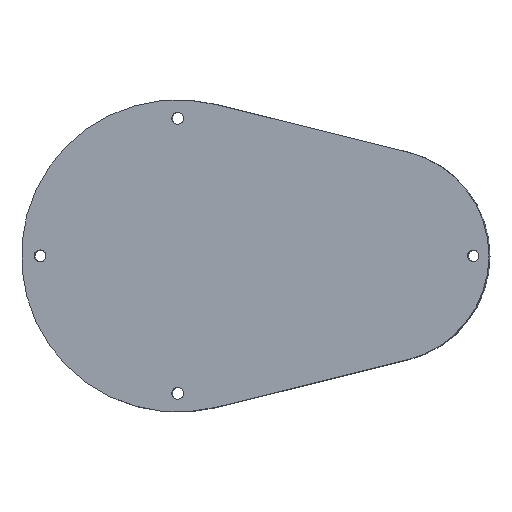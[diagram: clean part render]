
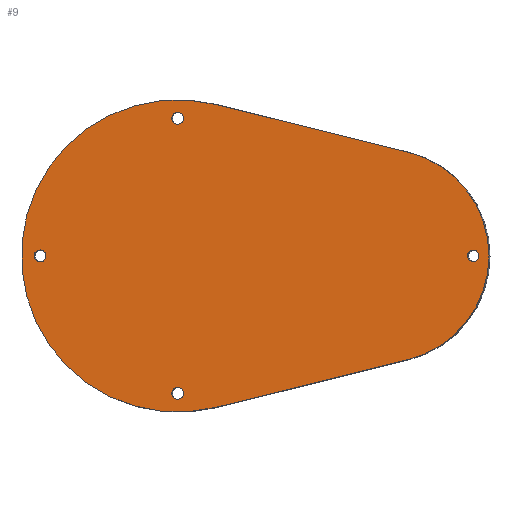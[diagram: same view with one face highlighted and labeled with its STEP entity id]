
A CAD part, top view. The second image highlights one B-rep face of the part: STEP entity #9.
In plain terms, the highlighted planar face has unit normal (-0.01, 0, 1).
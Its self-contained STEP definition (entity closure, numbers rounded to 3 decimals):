
#9 = ADVANCED_FACE ( 'NONE', ( #394, #104, #1084, #770, #2611 ), #721, .F. ) ;
#21 = CARTESIAN_POINT ( 'NONE',  ( -89.066, 233.684, -60.908 ) ) ;
#23 = AXIS2_PLACEMENT_3D ( 'NONE', #854, #2195, #2130 ) ;
#37 = LINE ( 'NONE', #3497, #729 ) ;
#50 = CARTESIAN_POINT ( 'NONE',  ( 0.609, 294., -59.997 ) ) ;
#101 = EDGE_CURVE ( 'NONE', #1937, #3363, #472, .T. ) ;
#104 = FACE_BOUND ( 'NONE', #3721, .T. ) ;
#126 = DIRECTION ( 'NONE',  ( -1., 0., -0.01 ) ) ;
#209 = DIRECTION ( 'NONE',  ( -1., 0., -0.01 ) ) ;
#215 = CIRCLE ( 'NONE', #2076, 2.5 ) ;
#292 = ORIENTED_EDGE ( 'NONE', *, *, #624, .F. ) ;
#351 = CIRCLE ( 'NONE', #2937, 2.598 ) ;
#355 = CARTESIAN_POINT ( 'NONE',  ( 11.899, 248.456, -59.882 ) ) ;
#373 = EDGE_LOOP ( 'NONE', ( #1152, #2098 ) ) ;
#394 = FACE_BOUND ( 'NONE', #2395, .T. ) ;
#404 = DIRECTION ( 'NONE',  ( -1., 0., -0.01 ) ) ;
#408 = EDGE_CURVE ( 'NONE', #2964, #1170, #2001, .T. ) ;
#472 = CIRCLE ( 'NONE', #1737, 2.5 ) ;
#510 = ORIENTED_EDGE ( 'NONE', *, *, #1582, .T. ) ;
#517 = VERTEX_POINT ( 'NONE', #355 ) ;
#519 = CARTESIAN_POINT ( 'NONE',  ( -149.378, 294., -61.52 ) ) ;
#528 = CARTESIAN_POINT ( 'NONE',  ( -89.066, 354.316, -60.908 ) ) ;
#547 = AXIS2_PLACEMENT_3D ( 'NONE', #3104, #847, #2424 ) ;
#576 = ORIENTED_EDGE ( 'NONE', *, *, #1146, .T. ) ;
#596 = VERTEX_POINT ( 'NONE', #2833 ) ;
#619 = VECTOR ( 'NONE', #3699, 1000. ) ;
#623 = DIRECTION ( 'NONE',  ( 0.01, 0., -1. ) ) ;
#624 = EDGE_CURVE ( 'NONE', #2293, #517, #3266, .T. ) ;
#675 = AXIS2_PLACEMENT_3D ( 'NONE', #21, #2566, #404 ) ;
#721 = PLANE ( 'NONE',  #993 ) ;
#729 = VECTOR ( 'NONE', #2184, 1000. ) ;
#761 = DIRECTION ( 'NONE',  ( -1., 0., -0.01 ) ) ;
#769 = DIRECTION ( 'NONE',  ( -1., 0., -0.01 ) ) ;
#770 = FACE_BOUND ( 'NONE', #373, .T. ) ;
#822 = EDGE_LOOP ( 'NONE', ( #2235, #576 ) ) ;
#847 = DIRECTION ( 'NONE',  ( 0.01, 0., -1. ) ) ;
#854 = CARTESIAN_POINT ( 'NONE',  ( 0.609, 294., -59.997 ) ) ;
#858 = CARTESIAN_POINT ( 'NONE',  ( 38.112, 294., -59.616 ) ) ;
#920 = CARTESIAN_POINT ( 'NONE',  ( -72.585, 227.512, -60.74 ) ) ;
#930 = ORIENTED_EDGE ( 'NONE', *, *, #947, .F. ) ;
#947 = EDGE_CURVE ( 'NONE', #517, #2134, #37, .T. ) ;
#973 = VERTEX_POINT ( 'NONE', #2805 ) ;
#993 = AXIS2_PLACEMENT_3D ( 'NONE', #50, #2045, #126 ) ;
#1032 = CARTESIAN_POINT ( 'NONE',  ( -86.468, 354.316, -60.881 ) ) ;
#1045 = ORIENTED_EDGE ( 'NONE', *, *, #2779, .T. ) ;
#1055 = CARTESIAN_POINT ( 'NONE',  ( 11.899, 339.544, -59.882 ) ) ;
#1068 = CARTESIAN_POINT ( 'NONE',  ( -151.977, 294., -61.546 ) ) ;
#1081 = AXIS2_PLACEMENT_3D ( 'NONE', #2843, #3067, #3465 ) ;
#1084 = FACE_BOUND ( 'NONE', #822, .T. ) ;
#1146 = EDGE_CURVE ( 'NONE', #1170, #2964, #3073, .T. ) ;
#1149 = CARTESIAN_POINT ( 'NONE',  ( -72.585, 360.488, -60.74 ) ) ;
#1152 = ORIENTED_EDGE ( 'NONE', *, *, #1839, .T. ) ;
#1170 = VERTEX_POINT ( 'NONE', #3356 ) ;
#1314 = CARTESIAN_POINT ( 'NONE',  ( 40.612, 294., -59.591 ) ) ;
#1572 = ORIENTED_EDGE ( 'NONE', *, *, #4054, .F. ) ;
#1577 = CARTESIAN_POINT ( 'NONE',  ( -86.468, 233.684, -60.881 ) ) ;
#1582 = EDGE_CURVE ( 'NONE', #596, #1692, #351, .T. ) ;
#1692 = VERTEX_POINT ( 'NONE', #1577 ) ;
#1737 = AXIS2_PLACEMENT_3D ( 'NONE', #2281, #1967, #3901 ) ;
#1839 = EDGE_CURVE ( 'NONE', #3363, #1937, #215, .T. ) ;
#1869 = DIRECTION ( 'NONE',  ( 0.01, 0., -1. ) ) ;
#1898 = DIRECTION ( 'NONE',  ( -1., 0., -0.01 ) ) ;
#1937 = VERTEX_POINT ( 'NONE', #2326 ) ;
#1967 = DIRECTION ( 'NONE',  ( 0.01, 0., -1. ) ) ;
#2001 = CIRCLE ( 'NONE', #2211, 2.598 ) ;
#2045 = DIRECTION ( 'NONE',  ( 0.01, 0., -1. ) ) ;
#2076 = AXIS2_PLACEMENT_3D ( 'NONE', #1314, #1869, #2851 ) ;
#2085 = ORIENTED_EDGE ( 'NONE', *, *, #4013, .F. ) ;
#2098 = ORIENTED_EDGE ( 'NONE', *, *, #101, .T. ) ;
#2109 = DIRECTION ( 'NONE',  ( 0.01, 0., -1. ) ) ;
#2130 = DIRECTION ( 'NONE',  ( -1., 0., -0.01 ) ) ;
#2134 = VERTEX_POINT ( 'NONE', #920 ) ;
#2158 = VERTEX_POINT ( 'NONE', #1055 ) ;
#2184 = DIRECTION ( 'NONE',  ( -0.971, -0.241, -0.01 ) ) ;
#2195 = DIRECTION ( 'NONE',  ( 0.01, 0., -1. ) ) ;
#2207 = VERTEX_POINT ( 'NONE', #1032 ) ;
#2211 = AXIS2_PLACEMENT_3D ( 'NONE', #519, #3064, #209 ) ;
#2235 = ORIENTED_EDGE ( 'NONE', *, *, #408, .T. ) ;
#2281 = CARTESIAN_POINT ( 'NONE',  ( 40.612, 294., -59.591 ) ) ;
#2293 = VERTEX_POINT ( 'NONE', #3612 ) ;
#2326 = CARTESIAN_POINT ( 'NONE',  ( 43.112, 294., -59.565 ) ) ;
#2332 = CARTESIAN_POINT ( 'NONE',  ( -89.066, 233.684, -60.908 ) ) ;
#2350 = CIRCLE ( 'NONE', #3082, 2.598 ) ;
#2383 = EDGE_CURVE ( 'NONE', #2207, #973, #3879, .T. ) ;
#2395 = EDGE_LOOP ( 'NONE', ( #3874, #3178 ) ) ;
#2397 = VERTEX_POINT ( 'NONE', #3664 ) ;
#2424 = DIRECTION ( 'NONE',  ( -1., 0., -0.01 ) ) ;
#2566 = DIRECTION ( 'NONE',  ( 0.01, 0., -1. ) ) ;
#2611 = FACE_OUTER_BOUND ( 'NONE', #3729, .T. ) ;
#2642 = DIRECTION ( 'NONE',  ( 0.01, 0., -1. ) ) ;
#2738 = AXIS2_PLACEMENT_3D ( 'NONE', #3004, #2109, #769 ) ;
#2779 = EDGE_CURVE ( 'NONE', #1692, #596, #3270, .T. ) ;
#2782 = DIRECTION ( 'NONE',  ( -1., 0., -0.01 ) ) ;
#2805 = CARTESIAN_POINT ( 'NONE',  ( -91.664, 354.316, -60.934 ) ) ;
#2833 = CARTESIAN_POINT ( 'NONE',  ( -91.664, 233.684, -60.934 ) ) ;
#2843 = CARTESIAN_POINT ( 'NONE',  ( -89.066, 294., -60.908 ) ) ;
#2851 = DIRECTION ( 'NONE',  ( -1., 0., -0.01 ) ) ;
#2854 = CARTESIAN_POINT ( 'NONE',  ( 0.609, 294., -59.997 ) ) ;
#2937 = AXIS2_PLACEMENT_3D ( 'NONE', #2332, #2642, #761 ) ;
#2964 = VERTEX_POINT ( 'NONE', #1068 ) ;
#3004 = CARTESIAN_POINT ( 'NONE',  ( -149.378, 294., -61.52 ) ) ;
#3040 = EDGE_CURVE ( 'NONE', #973, #2207, #2350, .T. ) ;
#3064 = DIRECTION ( 'NONE',  ( 0.01, 0., -1. ) ) ;
#3067 = DIRECTION ( 'NONE',  ( 0.01, 0., -1. ) ) ;
#3073 = CIRCLE ( 'NONE', #2738, 2.598 ) ;
#3082 = AXIS2_PLACEMENT_3D ( 'NONE', #528, #3407, #2782 ) ;
#3104 = CARTESIAN_POINT ( 'NONE',  ( -89.066, 354.316, -60.908 ) ) ;
#3178 = ORIENTED_EDGE ( 'NONE', *, *, #2383, .T. ) ;
#3266 = CIRCLE ( 'NONE', #3868, 46.923 ) ;
#3270 = CIRCLE ( 'NONE', #675, 2.598 ) ;
#3356 = CARTESIAN_POINT ( 'NONE',  ( -146.78, 294., -61.494 ) ) ;
#3363 = VERTEX_POINT ( 'NONE', #858 ) ;
#3407 = DIRECTION ( 'NONE',  ( 0.01, 0., -1. ) ) ;
#3465 = DIRECTION ( 'NONE',  ( -1., 0., -0.01 ) ) ;
#3484 = LINE ( 'NONE', #1149, #619 ) ;
#3497 = CARTESIAN_POINT ( 'NONE',  ( 11.899, 248.456, -59.882 ) ) ;
#3560 = ORIENTED_EDGE ( 'NONE', *, *, #3676, .F. ) ;
#3612 = CARTESIAN_POINT ( 'NONE',  ( 47.529, 294., -59.52 ) ) ;
#3664 = CARTESIAN_POINT ( 'NONE',  ( -72.585, 360.488, -60.74 ) ) ;
#3676 = EDGE_CURVE ( 'NONE', #2397, #2158, #3484, .T. ) ;
#3683 = CIRCLE ( 'NONE', #1081, 68.5 ) ;
#3699 = DIRECTION ( 'NONE',  ( 0.971, -0.241, 0.01 ) ) ;
#3721 = EDGE_LOOP ( 'NONE', ( #510, #1045 ) ) ;
#3729 = EDGE_LOOP ( 'NONE', ( #1572, #3560, #2085, #930, #292 ) ) ;
#3755 = CIRCLE ( 'NONE', #23, 46.923 ) ;
#3868 = AXIS2_PLACEMENT_3D ( 'NONE', #2854, #623, #1898 ) ;
#3874 = ORIENTED_EDGE ( 'NONE', *, *, #3040, .T. ) ;
#3879 = CIRCLE ( 'NONE', #547, 2.598 ) ;
#3901 = DIRECTION ( 'NONE',  ( -1., 0., -0.01 ) ) ;
#4013 = EDGE_CURVE ( 'NONE', #2134, #2397, #3683, .T. ) ;
#4054 = EDGE_CURVE ( 'NONE', #2158, #2293, #3755, .T. ) ;
